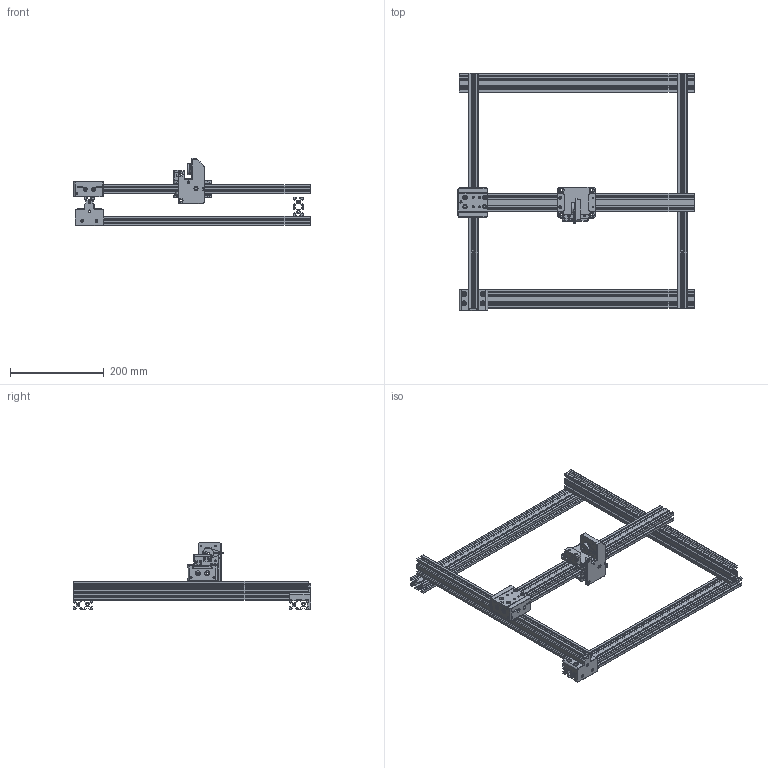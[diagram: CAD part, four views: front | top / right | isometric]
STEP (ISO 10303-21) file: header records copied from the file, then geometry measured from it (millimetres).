
FILE_DESCRIPTION(/* description */ (''),/* implementation_level */ '2;1');
FILE_NAME(/* name */ 'squareplot v214.step',/* time_stamp */ '2021-01-20T14:15:06+01:00',/* author */ (''),/* organization */ (''),/* preprocessor_version */ 'ST-DEVELOPER v18.1',/* originating_system */ 'Autodesk Translation Framework v9.7.0.1280',/* authorisation */ '');
FILE_SCHEMA (('AUTOMOTIVE_DESIGN { 1 0 10303 214 3 1 1 }'));
Length unit declared in the file: millimetre
Products named in the file (13): squareplot; LinearRails; V-Slot 20x40x500 Linear Rail; HolderFrontLeft; YCarriage; XCarriage3; LowerXCarriage; UpperXCarriage; FrontXCarriage; Spacer; MotorLever; BeltHook5; RollHolderXBarCenter
Assembly tree (16 placements, depth 3):
  squareplot
    LinearRails
      V-Slot 20x40x500 Linear Rail  x5
    HolderFrontLeft
    YCarriage
    XCarriage3
      LowerXCarriage
      UpperXCarriage
      FrontXCarriage
      Spacer
    MotorLever
    BeltHook5
    RollHolderXBarCenter
Bounding box: 503 x 505 x 143.1 mm (x, y, z)
Volume: 964865.6 mm3; surface area: 840697.1 mm2
Topology: 15 solids, 15 shells, 1628 faces, 4377 edges, 2815 vertices
Faces by surface type: plane 1240, cylinder 275, cone 113
Full cylindrical faces by diameter (mm): 2 x4, 3.3 x42, 4.2 x10, 5.3 x28, 5.4 x1, 5.5 x4, 5.7 x9, 7.8 x1, 8.7 x16, 10 x4, 10.5 x2, 23 x1
Entity records: 36134 total; most frequent: CARTESIAN_POINT 6286, DIRECTION 6118, ORIENTED_EDGE 6066, EDGE_CURVE 3033, LINE 2322, VECTOR 2322, VERTEX_POINT 1919, AXIS2_PLACEMENT_3D 1898
